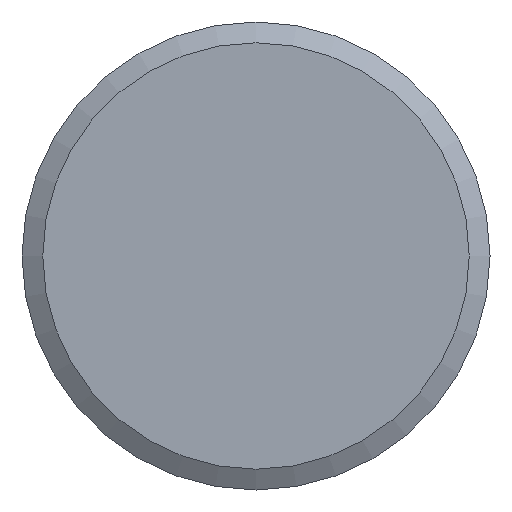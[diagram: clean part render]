
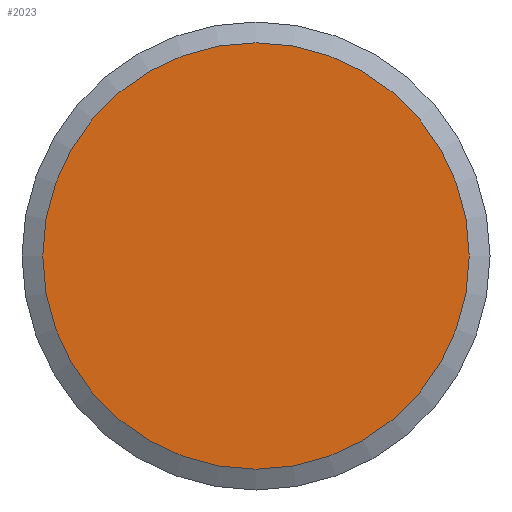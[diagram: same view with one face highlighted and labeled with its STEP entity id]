
A CAD part, front view. The second image highlights one B-rep face of the part: STEP entity #2023.
In plain terms, the highlighted planar face has unit normal (0, -1, 0).
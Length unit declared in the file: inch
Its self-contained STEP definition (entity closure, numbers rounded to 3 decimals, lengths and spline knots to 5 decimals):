
#420 = DIRECTION ( 'NONE',  ( 0., -1., 0. ) ) ;
#876 = CIRCLE ( 'NONE', #5373, 0.32283 ) ;
#1167 = EDGE_LOOP ( 'NONE', ( #4931 ) ) ;
#1856 = FACE_OUTER_BOUND ( 'NONE', #1167, .T. ) ;
#2023 = ADVANCED_FACE ( 'NONE', ( #1856 ), #6102, .T. ) ;
#2538 = VERTEX_POINT ( 'NONE', #5751 ) ;
#3139 = CARTESIAN_POINT ( 'NONE',  ( 0., -1.37795, 0. ) ) ;
#3629 = DIRECTION ( 'NONE',  ( 0., 0., 1. ) ) ;
#3651 = DIRECTION ( 'NONE',  ( 0., 1., 0. ) ) ;
#4725 = AXIS2_PLACEMENT_3D ( 'NONE', #6628, #420, #5060 ) ;
#4931 = ORIENTED_EDGE ( 'NONE', *, *, #5065, .F. ) ;
#5060 = DIRECTION ( 'NONE',  ( 0., 0., -1. ) ) ;
#5065 = EDGE_CURVE ( 'NONE', #2538, #2538, #876, .T. ) ;
#5373 = AXIS2_PLACEMENT_3D ( 'NONE', #3139, #3651, #3629 ) ;
#5751 = CARTESIAN_POINT ( 'NONE',  ( 0., -1.37795, 0.32283 ) ) ;
#6102 = PLANE ( 'NONE',  #4725 ) ;
#6628 = CARTESIAN_POINT ( 'NONE',  ( 0., -1.37795, 0. ) ) ;
